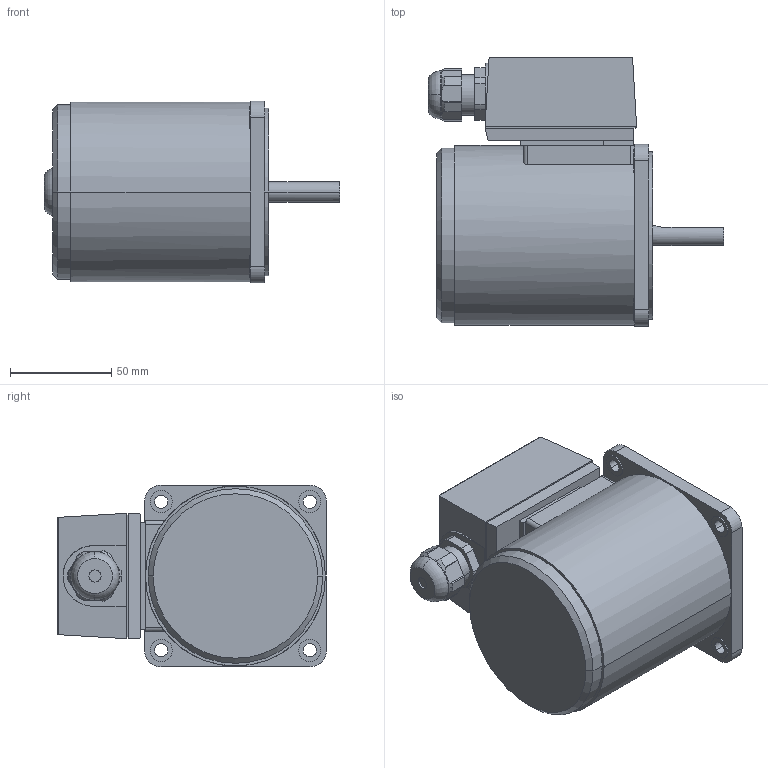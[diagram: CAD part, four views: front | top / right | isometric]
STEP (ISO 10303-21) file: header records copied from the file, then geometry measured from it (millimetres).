
FILE_DESCRIPTION( ( '' ), '1' );
FILE_NAME( '5IK40A-T.stp', '2008-07-10T10:52:24', ( '' ), ( '' ), ' ', ' ', ' ' );
FILE_SCHEMA( ( 'CONFIG_CONTROL_DESIGN' ) );
Length unit declared in the file: millimetre
Products named in the file (2): 1; 2
Bounding box: 146 x 133 x 90 mm (x, y, z)
Volume: 880282.9 mm3; surface area: 71442.3 mm2
Topology: 2 solids, 2 shells, 181 faces, 469 edges, 308 vertices
Faces by surface type: plane 94, cylinder 75, cone 10, torus 2
Entity records: 5704 total; most frequent: CARTESIAN_POINT 1120, DIRECTION 956, ORIENTED_EDGE 938, EDGE_CURVE 469, AXIS2_PLACEMENT_3D 344, VERTEX_POINT 308, LINE 268, VECTOR 268
